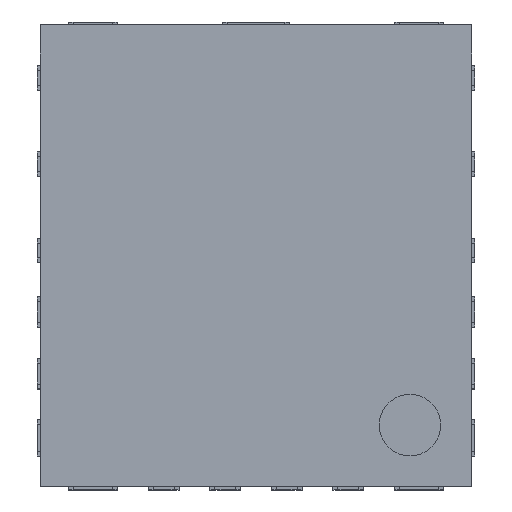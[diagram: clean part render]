
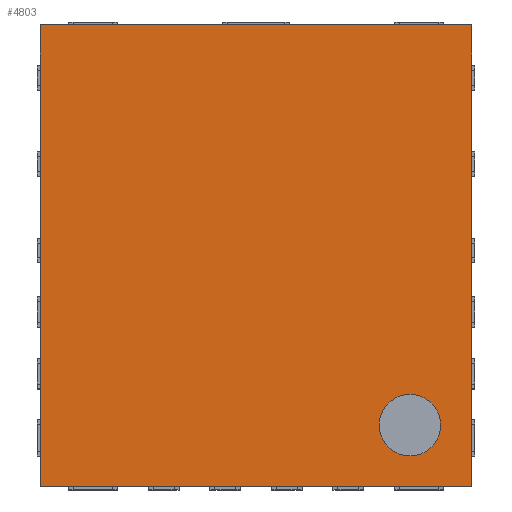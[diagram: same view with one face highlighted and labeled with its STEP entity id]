
A CAD part, top view. The second image highlights one B-rep face of the part: STEP entity #4803.
In plain terms, the highlighted planar face has unit normal (0, 0, 1).
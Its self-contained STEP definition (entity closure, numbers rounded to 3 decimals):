
#14=FACE_BOUND('',#489,.T.);
#15=CIRCLE('',#4947,0.25);
#258=FACE_OUTER_BOUND('',#488,.T.);
#488=EDGE_LOOP('',(#4335,#4336,#4337,#4338));
#489=EDGE_LOOP('',(#4339));
#817=LINE('',#6868,#1496);
#1165=LINE('',#7536,#1844);
#1168=LINE('',#7541,#1847);
#1169=LINE('',#7559,#1848);
#1496=VECTOR('',#5585,10.);
#1844=VECTOR('',#6151,10.);
#1847=VECTOR('',#6156,10.);
#1848=VECTOR('',#6191,10.);
#2089=VERTEX_POINT('',#6865);
#2090=VERTEX_POINT('',#6867);
#2159=VERTEX_POINT('',#7056);
#2301=VERTEX_POINT('',#7535);
#2302=VERTEX_POINT('',#7539);
#2629=EDGE_CURVE('',#2090,#2089,#817,.T.);
#2724=EDGE_CURVE('',#2159,#2159,#15,.T.);
#2979=EDGE_CURVE('',#2301,#2090,#1165,.T.);
#2982=EDGE_CURVE('',#2089,#2302,#1168,.T.);
#2983=EDGE_CURVE('',#2302,#2301,#1169,.T.);
#4335=ORIENTED_EDGE('',*,*,#2983,.T.);
#4336=ORIENTED_EDGE('',*,*,#2979,.T.);
#4337=ORIENTED_EDGE('',*,*,#2629,.T.);
#4338=ORIENTED_EDGE('',*,*,#2982,.T.);
#4339=ORIENTED_EDGE('',*,*,#2724,.T.);
#4573=PLANE('',#5049);
#4803=ADVANCED_FACE('',(#258,#14),#4573,.T.);
#4947=AXIS2_PLACEMENT_3D('',#7057,#5730,#5731);
#5049=AXIS2_PLACEMENT_3D('',#7560,#6192,#6193);
#5585=DIRECTION('',(1.,0.,0.));
#5730=DIRECTION('center_axis',(0.,0.,-1.));
#5731=DIRECTION('ref_axis',(-1.,0.,0.));
#6151=DIRECTION('',(0.,-1.,0.));
#6156=DIRECTION('',(0.,1.,0.));
#6191=DIRECTION('',(-1.,0.,0.));
#6192=DIRECTION('center_axis',(0.,0.,1.));
#6193=DIRECTION('ref_axis',(1.,0.,0.));
#6865=CARTESIAN_POINT('',(1.75,-1.875,0.8));
#6867=CARTESIAN_POINT('',(-1.75,-1.875,0.8));
#6868=CARTESIAN_POINT('',(1.75,-1.875,0.8));
#7056=CARTESIAN_POINT('',(1.5,-1.375,0.8));
#7057=CARTESIAN_POINT('Origin',(1.25,-1.375,0.8));
#7535=CARTESIAN_POINT('',(-1.75,1.875,0.8));
#7536=CARTESIAN_POINT('',(-1.75,-1.875,0.8));
#7539=CARTESIAN_POINT('',(1.75,1.875,0.8));
#7541=CARTESIAN_POINT('',(1.75,1.875,0.8));
#7559=CARTESIAN_POINT('',(-1.75,1.875,0.8));
#7560=CARTESIAN_POINT('Origin',(0.,0.,0.8));
